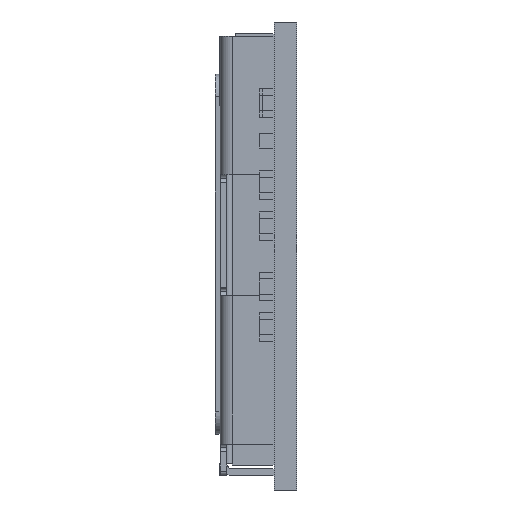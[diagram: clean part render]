
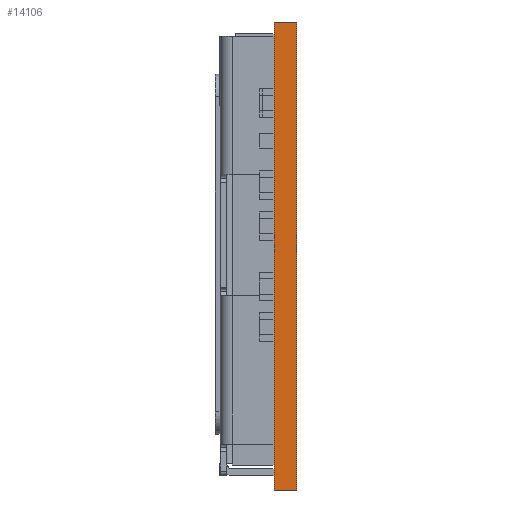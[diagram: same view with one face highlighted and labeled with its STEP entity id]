
A CAD part, left-side view. The second image highlights one B-rep face of the part: STEP entity #14106.
In plain terms, the highlighted face is planar.
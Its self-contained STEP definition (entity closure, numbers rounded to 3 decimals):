
#1547 = EDGE_LOOP ( 'NONE', ( #16780, #12501, #11213, #25761 ) ) ;
#2228 = CARTESIAN_POINT ( 'NONE',  ( -5.2, 0.5, -7.15 ) ) ;
#2936 = DIRECTION ( 'NONE',  ( 0., -1., 0. ) ) ;
#3150 = VERTEX_POINT ( 'NONE', #21918 ) ;
#6770 = VERTEX_POINT ( 'NONE', #30759 ) ;
#6827 = VERTEX_POINT ( 'NONE', #17422 ) ;
#9539 = CARTESIAN_POINT ( 'NONE',  ( -5.2, 0., -7.15 ) ) ;
#9638 = LINE ( 'NONE', #32062, #31619 ) ;
#9903 = DIRECTION ( 'NONE',  ( 1., 0., 0. ) ) ;
#11213 = ORIENTED_EDGE ( 'NONE', *, *, #23171, .F. ) ;
#12501 = ORIENTED_EDGE ( 'NONE', *, *, #13386, .F. ) ;
#13386 = EDGE_CURVE ( 'NONE', #16816, #6827, #20452, .T. ) ;
#14106 = ADVANCED_FACE ( 'NONE', ( #23666 ), #32470, .F. ) ;
#16493 = LINE ( 'NONE', #9539, #17064 ) ;
#16618 = DIRECTION ( 'NONE',  ( 0., -1., 0. ) ) ;
#16780 = ORIENTED_EDGE ( 'NONE', *, *, #24389, .T. ) ;
#16816 = VERTEX_POINT ( 'NONE', #31938 ) ;
#17064 = VECTOR ( 'NONE', #19904, 1000. ) ;
#17422 = CARTESIAN_POINT ( 'NONE',  ( -5.2, 0., -7.15 ) ) ;
#19904 = DIRECTION ( 'NONE',  ( -1., 0., 0. ) ) ;
#20452 = LINE ( 'NONE', #25549, #31386 ) ;
#21454 = VECTOR ( 'NONE', #26755, 1000. ) ;
#21918 = CARTESIAN_POINT ( 'NONE',  ( 5.2, 0.5, -7.15 ) ) ;
#23145 = CARTESIAN_POINT ( 'NONE',  ( -5.2, 0.5, -7.15 ) ) ;
#23171 = EDGE_CURVE ( 'NONE', #3150, #16816, #31974, .T. ) ;
#23666 = FACE_OUTER_BOUND ( 'NONE', #1547, .T. ) ;
#24389 = EDGE_CURVE ( 'NONE', #6770, #6827, #16493, .T. ) ;
#25549 = CARTESIAN_POINT ( 'NONE',  ( -5.2, 0.5, -7.15 ) ) ;
#25761 = ORIENTED_EDGE ( 'NONE', *, *, #30673, .T. ) ;
#26755 = DIRECTION ( 'NONE',  ( -1., 0., 0. ) ) ;
#27617 = DIRECTION ( 'NONE',  ( 0., 0., 1. ) ) ;
#30673 = EDGE_CURVE ( 'NONE', #3150, #6770, #9638, .T. ) ;
#30759 = CARTESIAN_POINT ( 'NONE',  ( 5.2, 0., -7.15 ) ) ;
#31386 = VECTOR ( 'NONE', #2936, 1000. ) ;
#31619 = VECTOR ( 'NONE', #16618, 1000. ) ;
#31938 = CARTESIAN_POINT ( 'NONE',  ( -5.2, 0.5, -7.15 ) ) ;
#31953 = AXIS2_PLACEMENT_3D ( 'NONE', #2228, #27617, #9903 ) ;
#31974 = LINE ( 'NONE', #23145, #21454 ) ;
#32062 = CARTESIAN_POINT ( 'NONE',  ( 5.2, 0.5, -7.15 ) ) ;
#32470 = PLANE ( 'NONE',  #31953 ) ;
